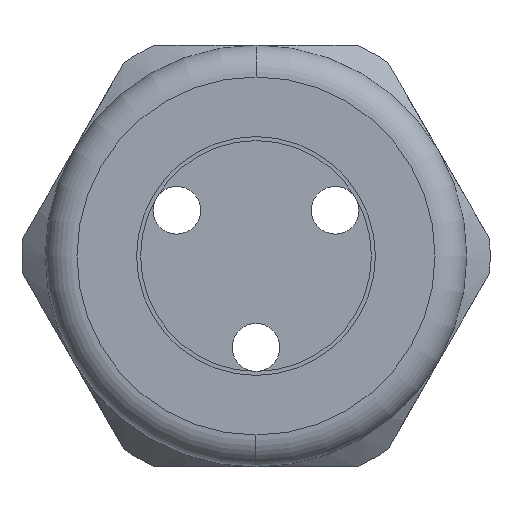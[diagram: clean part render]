
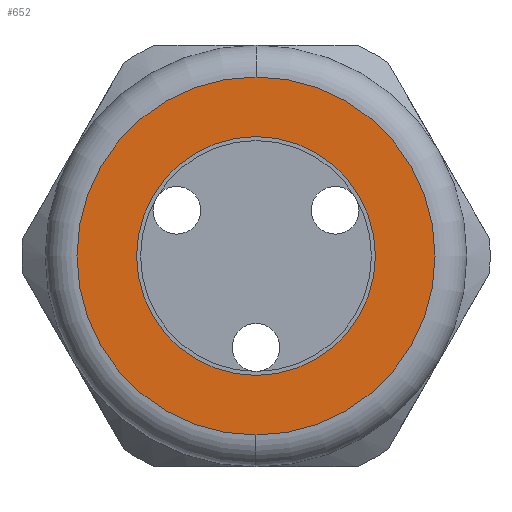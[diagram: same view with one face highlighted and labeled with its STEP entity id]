
A CAD part, left-side view. The second image highlights one B-rep face of the part: STEP entity #652.
In plain terms, the highlighted planar face has unit normal (-1, 0, 0).
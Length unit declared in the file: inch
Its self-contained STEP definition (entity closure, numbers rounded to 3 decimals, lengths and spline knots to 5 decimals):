
#78 = VERTEX_POINT ( 'NONE', #1701 ) ;
#80 = VERTEX_POINT ( 'NONE', #1700 ) ;
#88 = EDGE_CURVE ( 'NONE', #80, #78, #1748, .T. ) ;
#136 = EDGE_CURVE ( 'NONE', #5330, #5326, #1824, .T. ) ;
#630 = ORIENTED_EDGE ( 'NONE', *, *, #631, .T. ) ;
#631 = EDGE_CURVE ( 'NONE', #78, #80, #2838, .T. ) ;
#632 = EDGE_LOOP ( 'NONE', ( #633, #635 ) ) ;
#633 = ORIENTED_EDGE ( 'NONE', *, *, #634, .T. ) ;
#634 = EDGE_CURVE ( 'NONE', #5326, #5330, #2833, .T. ) ;
#635 = ORIENTED_EDGE ( 'NONE', *, *, #136, .T. ) ;
#652 = ADVANCED_FACE ( 'NONE', ( #2866, #2865 ), #2864, .T. ) ;
#653 = EDGE_LOOP ( 'NONE', ( #654, #630 ) ) ;
#654 = ORIENTED_EDGE ( 'NONE', *, *, #88, .T. ) ;
#1700 = CARTESIAN_POINT ( 'NONE',  ( -1.41, 0., 0.45 ) ) ;
#1701 = CARTESIAN_POINT ( 'NONE',  ( -1.41, 0., -0.45 ) ) ;
#1744 = DIRECTION ( 'NONE',  ( 0., 0., 1. ) ) ;
#1745 = DIRECTION ( 'NONE',  ( -1., 0., 0. ) ) ;
#1746 = CARTESIAN_POINT ( 'NONE',  ( -1.41, 0., 0. ) ) ;
#1747 = AXIS2_PLACEMENT_3D ( 'NONE', #1746, #1745, #1744 ) ;
#1748 = CIRCLE ( 'NONE', #1747, 0.45 ) ;
#1820 = DIRECTION ( 'NONE',  ( 0., 0., -1. ) ) ;
#1821 = DIRECTION ( 'NONE',  ( 1., 0., 0. ) ) ;
#1822 = CARTESIAN_POINT ( 'NONE',  ( -1.41, 0., 0. ) ) ;
#1823 = AXIS2_PLACEMENT_3D ( 'NONE', #1822, #1821, #1820 ) ;
#1824 = CIRCLE ( 'NONE', #1823, 0.3 ) ;
#2829 = DIRECTION ( 'NONE',  ( 0., 0., -1. ) ) ;
#2830 = DIRECTION ( 'NONE',  ( 1., 0., 0. ) ) ;
#2831 = CARTESIAN_POINT ( 'NONE',  ( -1.41, 0., 0. ) ) ;
#2832 = AXIS2_PLACEMENT_3D ( 'NONE', #2831, #2830, #2829 ) ;
#2833 = CIRCLE ( 'NONE', #2832, 0.3 ) ;
#2834 = DIRECTION ( 'NONE',  ( 0., 0., 1. ) ) ;
#2835 = DIRECTION ( 'NONE',  ( -1., 0., 0. ) ) ;
#2836 = CARTESIAN_POINT ( 'NONE',  ( -1.41, 0., 0. ) ) ;
#2837 = AXIS2_PLACEMENT_3D ( 'NONE', #2836, #2835, #2834 ) ;
#2838 = CIRCLE ( 'NONE', #2837, 0.45 ) ;
#2860 = DIRECTION ( 'NONE',  ( 0., 0., 1. ) ) ;
#2861 = DIRECTION ( 'NONE',  ( -1., 0., 0. ) ) ;
#2862 = CARTESIAN_POINT ( 'NONE',  ( -1.41, 0.53, 0. ) ) ;
#2863 = AXIS2_PLACEMENT_3D ( 'NONE', #2862, #2861, #2860 ) ;
#2864 = PLANE ( 'NONE',  #2863 ) ;
#2865 = FACE_BOUND ( 'NONE', #632, .T. ) ;
#2866 = FACE_OUTER_BOUND ( 'NONE', #653, .T. ) ;
#4663 = CARTESIAN_POINT ( 'NONE',  ( -1.41, 0., 0.3 ) ) ;
#4668 = CARTESIAN_POINT ( 'NONE',  ( -1.41, 0., -0.3 ) ) ;
#5326 = VERTEX_POINT ( 'NONE', #4668 ) ;
#5330 = VERTEX_POINT ( 'NONE', #4663 ) ;
